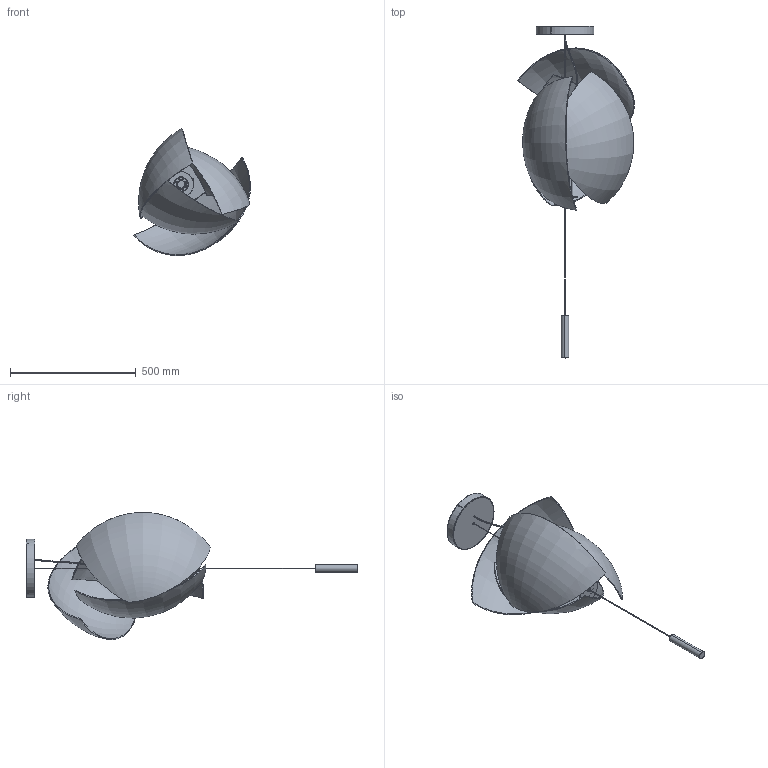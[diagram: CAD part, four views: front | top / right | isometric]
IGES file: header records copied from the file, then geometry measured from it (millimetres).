
Start section: SolidWorks IGES file using analytic representation for surfaces
Global section: file name: 00-6306,00-6307,00-6308.igs; native system: SolidWorks 2017; preprocessor: SolidWorks 2017; author: agras; date: 171211.121526; units: millimetre
Bounding box: 464.65 x 1319.5 x 505.27 mm (x, y, z)
Surface area: 1828336.5 mm2 (no closed solid volume)
Topology: 0 solids, 0 shells, 1084 faces, 11381 edges, 11359 vertices
Faces by surface type: bspline 782, revolution 302
